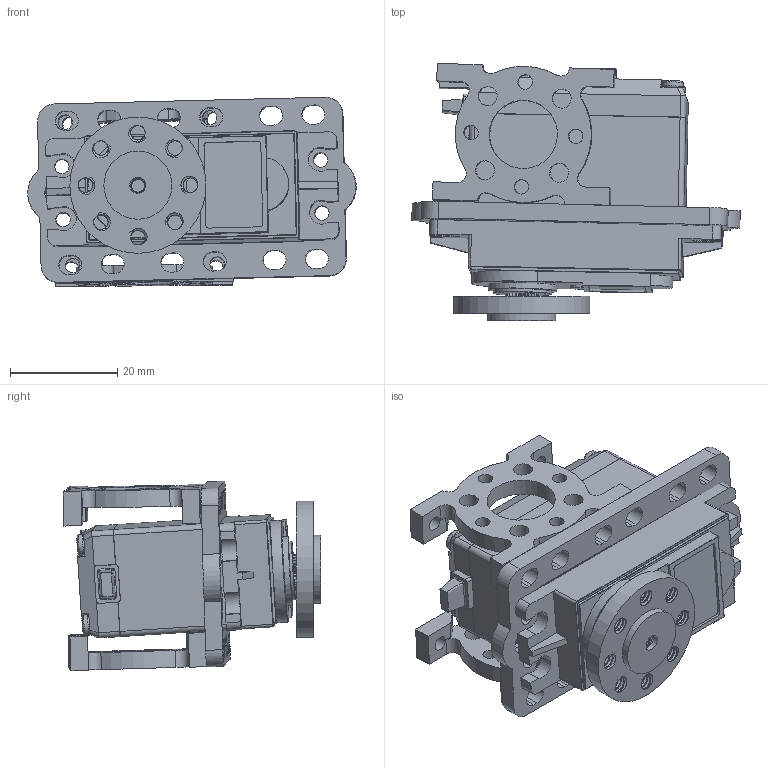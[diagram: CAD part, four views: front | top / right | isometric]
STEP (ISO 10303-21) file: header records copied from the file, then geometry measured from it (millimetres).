
FILE_DESCRIPTION(/* description */ (''),/* implementation_level */ '2;1');
FILE_NAME(/* name */ 'servo block.stp',/* time_stamp */ '2020-12-21T11:05:11-08:00',/* author */ ('TheodoreGwynn'),/* organization */ (''),/* preprocessor_version */ 'ST-DEVELOPER v18.1',/* originating_system */ 'Autodesk Inventor 2021',/* authorisation */ '');
FILE_SCHEMA (('AUTOMOTIVE_DESIGN { 1 0 10303 214 3 1 1 }'));
Products named in the file (5): assembled servo block; servo mount; servo side brackets; go builda servo(speed); 525125_MIR
Assembly tree (5 placements, depth 2):
  assembled servo block
    servo mount
    servo side brackets  x2
    go builda servo(speed)
    525125_MIR
Bounding box: 61.24 x 47.98 x 35.34 mm (x, y, z)
Volume: 38123.1 mm3; surface area: 16652.7 mm2
Topology: 6 solids, 10 shells, 857 faces, 2494 edges, 1642 vertices
Faces by surface type: cylinder 393, plane 355, cone 46, bspline 40, torus 23
Full cylindrical faces by diameter (mm): 1 x4, 2.2 x4, 2.5 x16, 2.705 x47, 3 x1, 3.505 x24, 3.556 x8, 3.766 x1, 3.8 x4, 6.2 x1, 6.862 x1, 10.9 x1, 12.692 x1, 12.725 x2, 12.8 x1, 25.392 x1
Entity records: 43013 total; most frequent: CARTESIAN_POINT 21983, ORIENTED_EDGE 4542, DIRECTION 4201, EDGE_CURVE 2271, VERTEX_POINT 1510, AXIS2_PLACEMENT_3D 1487, LINE 1227, VECTOR 1227
